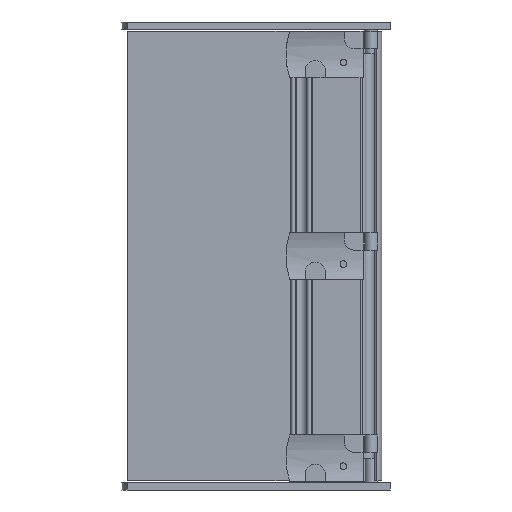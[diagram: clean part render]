
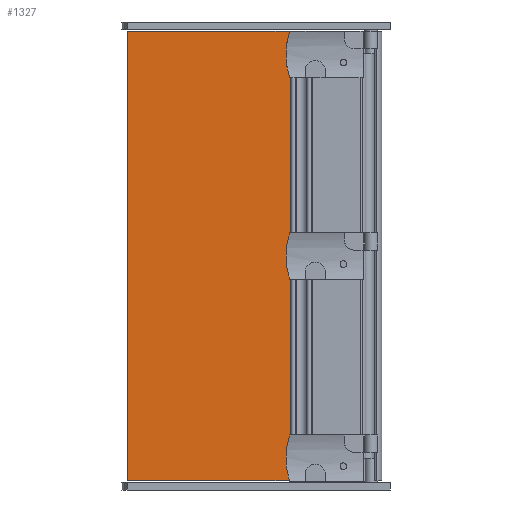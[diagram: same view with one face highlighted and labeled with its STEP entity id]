
A CAD part, left-side view. The second image highlights one B-rep face of the part: STEP entity #1327.
In plain terms, the highlighted planar face has unit normal (-1, 0.026, 0).
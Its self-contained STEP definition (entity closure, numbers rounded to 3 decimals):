
#193=ORIENTED_EDGE('',*,*,#566,.F.);
#194=ORIENTED_EDGE('',*,*,#565,.F.);
#195=ORIENTED_EDGE('',*,*,#567,.T.);
#196=ORIENTED_EDGE('',*,*,#568,.T.);
#565=EDGE_CURVE('',#746,#745,#879,.T.);
#566=EDGE_CURVE('',#745,#747,#880,.T.);
#567=EDGE_CURVE('',#746,#748,#881,.T.);
#568=EDGE_CURVE('',#748,#747,#882,.T.);
#745=VERTEX_POINT('',#2068);
#746=VERTEX_POINT('',#2070);
#747=VERTEX_POINT('',#2074);
#748=VERTEX_POINT('',#2076);
#879=LINE('',#2071,#1007);
#880=LINE('',#2073,#1008);
#881=LINE('',#2075,#1009);
#882=LINE('',#2077,#1010);
#1007=VECTOR('',#1652,1000.);
#1008=VECTOR('',#1655,1000.);
#1009=VECTOR('',#1656,1000.);
#1010=VECTOR('',#1657,1000.);
#1119=EDGE_LOOP('',(#193,#194,#195,#196));
#1201=FACE_BOUND('',#1119,.T.);
#1279=PLANE('',#1460);
#1327=ADVANCED_FACE('',(#1201),#1279,.T.);
#1460=AXIS2_PLACEMENT_3D('',#2072,#1653,#1654);
#1652=DIRECTION('',(0.,0.,1.));
#1653=DIRECTION('',(-1.,0.026,0.));
#1654=DIRECTION('',(-0.026,-1.,0.));
#1655=DIRECTION('',(-0.026,-1.,0.));
#1656=DIRECTION('',(-0.026,-1.,0.));
#1657=DIRECTION('',(0.,0.,1.));
#2068=CARTESIAN_POINT('',(1.821,50.75,0.));
#2070=CARTESIAN_POINT('',(1.821,50.75,-93.5));
#2071=CARTESIAN_POINT('',(1.821,50.75,-93.5));
#2072=CARTESIAN_POINT('',(1.821,50.75,-93.5));
#2073=CARTESIAN_POINT('',(1.821,50.75,0.));
#2074=CARTESIAN_POINT('',(0.933,16.833,0.));
#2075=CARTESIAN_POINT('',(1.821,50.75,-93.5));
#2076=CARTESIAN_POINT('',(0.933,16.833,-93.5));
#2077=CARTESIAN_POINT('',(0.933,16.833,-93.5));
